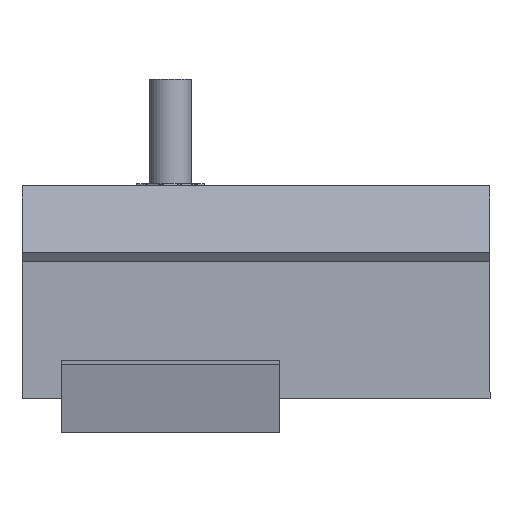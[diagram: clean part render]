
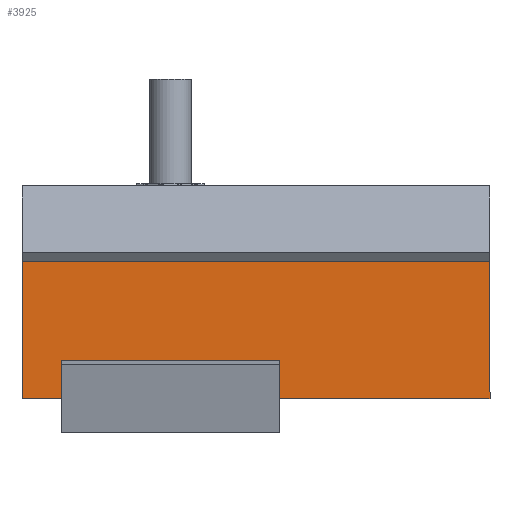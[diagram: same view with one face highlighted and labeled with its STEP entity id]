
A CAD part, left-side view. The second image highlights one B-rep face of the part: STEP entity #3925.
In plain terms, the highlighted face is planar.
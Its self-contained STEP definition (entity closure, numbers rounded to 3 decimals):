
#77 = CARTESIAN_POINT ( 'NONE',  ( 0., 0., 90. ) ) ;
#97 = DIRECTION ( 'NONE',  ( 0., -1., 0. ) ) ;
#103 = VERTEX_POINT ( 'NONE', #876 ) ;
#180 = ORIENTED_EDGE ( 'NONE', *, *, #3514, .F. ) ;
#205 = DIRECTION ( 'NONE',  ( 0., 1., 0. ) ) ;
#261 = CARTESIAN_POINT ( 'NONE',  ( 0., 0., 90. ) ) ;
#387 = CARTESIAN_POINT ( 'NONE',  ( 0., 0., 0. ) ) ;
#509 = ORIENTED_EDGE ( 'NONE', *, *, #1375, .F. ) ;
#760 = CARTESIAN_POINT ( 'NONE',  ( 0., -34.5, 0. ) ) ;
#876 = CARTESIAN_POINT ( 'NONE',  ( 0., -34.5, 90. ) ) ;
#891 = DIRECTION ( 'NONE',  ( 0., -1., 0. ) ) ;
#895 = DIRECTION ( 'NONE',  ( 0., 0., -1. ) ) ;
#951 = EDGE_CURVE ( 'NONE', #1995, #3256, #4922, .T. ) ;
#997 = ORIENTED_EDGE ( 'NONE', *, *, #3655, .T. ) ;
#1242 = CARTESIAN_POINT ( 'NONE',  ( 0., -36., 90. ) ) ;
#1375 = EDGE_CURVE ( 'NONE', #4112, #3383, #1643, .T. ) ;
#1555 = DIRECTION ( 'NONE',  ( 0., -1., 0. ) ) ;
#1613 = EDGE_CURVE ( 'NONE', #3256, #4112, #4043, .T. ) ;
#1643 = LINE ( 'NONE', #3776, #2802 ) ;
#1743 = CARTESIAN_POINT ( 'NONE',  ( 0., -36., 90. ) ) ;
#1833 = ORIENTED_EDGE ( 'NONE', *, *, #951, .F. ) ;
#1888 = VECTOR ( 'NONE', #2481, 1000. ) ;
#1929 = EDGE_LOOP ( 'NONE', ( #3205, #1833, #3921, #997, #180, #509 ) ) ;
#1995 = VERTEX_POINT ( 'NONE', #3091 ) ;
#1997 = CARTESIAN_POINT ( 'NONE',  ( 0., -36., 90. ) ) ;
#2319 = VECTOR ( 'NONE', #5019, 1000. ) ;
#2481 = DIRECTION ( 'NONE',  ( 0., 0., 1. ) ) ;
#2515 = CARTESIAN_POINT ( 'NONE',  ( 0., 0., 0. ) ) ;
#2535 = VECTOR ( 'NONE', #1555, 1000. ) ;
#2635 = PLANE ( 'NONE',  #2751 ) ;
#2751 = AXIS2_PLACEMENT_3D ( 'NONE', #261, #4233, #205 ) ;
#2802 = VECTOR ( 'NONE', #97, 1000. ) ;
#2849 = LINE ( 'NONE', #1242, #1888 ) ;
#2900 = LINE ( 'NONE', #1743, #2319 ) ;
#3091 = CARTESIAN_POINT ( 'NONE',  ( 0., 0., 90. ) ) ;
#3205 = ORIENTED_EDGE ( 'NONE', *, *, #1613, .F. ) ;
#3256 = VERTEX_POINT ( 'NONE', #2515 ) ;
#3289 = CARTESIAN_POINT ( 'NONE',  ( 0., 0., 90. ) ) ;
#3346 = LINE ( 'NONE', #3289, #4549 ) ;
#3383 = VERTEX_POINT ( 'NONE', #4264 ) ;
#3514 = EDGE_CURVE ( 'NONE', #3383, #3568, #2849, .T. ) ;
#3568 = VERTEX_POINT ( 'NONE', #1997 ) ;
#3655 = EDGE_CURVE ( 'NONE', #103, #3568, #2900, .T. ) ;
#3776 = CARTESIAN_POINT ( 'NONE',  ( 0., 0., 0. ) ) ;
#3921 = ORIENTED_EDGE ( 'NONE', *, *, #4162, .T. ) ;
#3925 = ADVANCED_FACE ( 'NONE', ( #5067 ), #2635, .T. ) ;
#4043 = LINE ( 'NONE', #387, #2535 ) ;
#4112 = VERTEX_POINT ( 'NONE', #760 ) ;
#4162 = EDGE_CURVE ( 'NONE', #1995, #103, #3346, .T. ) ;
#4233 = DIRECTION ( 'NONE',  ( 1., 0., 0. ) ) ;
#4264 = CARTESIAN_POINT ( 'NONE',  ( 0., -36., 0. ) ) ;
#4549 = VECTOR ( 'NONE', #891, 1000. ) ;
#4669 = VECTOR ( 'NONE', #895, 1000. ) ;
#4922 = LINE ( 'NONE', #77, #4669 ) ;
#5019 = DIRECTION ( 'NONE',  ( 0., -1., 0. ) ) ;
#5067 = FACE_OUTER_BOUND ( 'NONE', #1929, .T. ) ;
